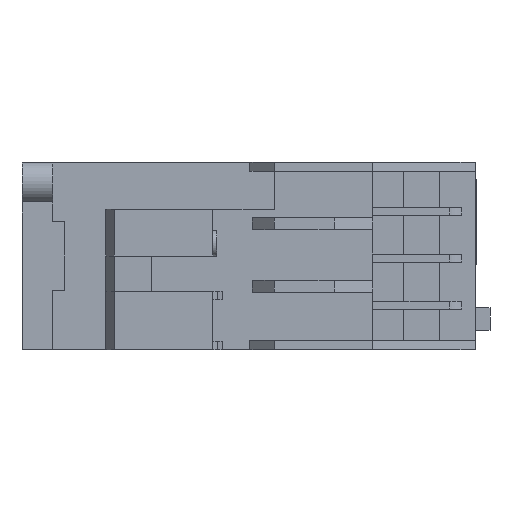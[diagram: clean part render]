
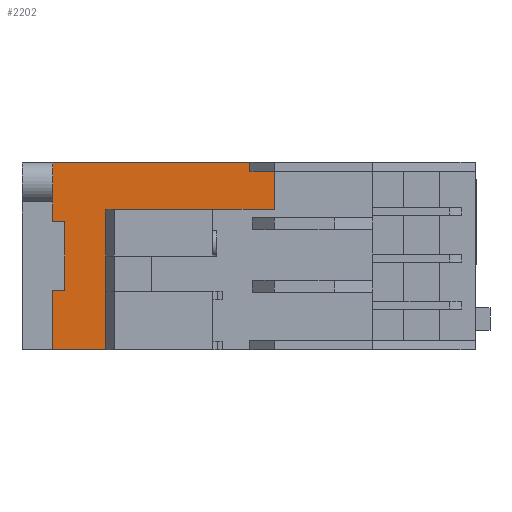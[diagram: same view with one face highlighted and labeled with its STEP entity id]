
A CAD part, front view. The second image highlights one B-rep face of the part: STEP entity #2202.
In plain terms, the highlighted planar face has unit normal (0, -1, 0).
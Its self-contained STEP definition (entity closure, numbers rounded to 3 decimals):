
#498 = LINE ( 'NONE', #14503, #1607 ) ;
#628 = CARTESIAN_POINT ( 'NONE',  ( -33.425, -31.45, 10.927 ) ) ;
#823 = CARTESIAN_POINT ( 'NONE',  ( -43.075, -31.45, -8. ) ) ;
#945 = VECTOR ( 'NONE', #3379, 1000. ) ;
#955 = VERTEX_POINT ( 'NONE', #13795 ) ;
#1353 = CARTESIAN_POINT ( 'NONE',  ( 0.329, -31.45, 19.85 ) ) ;
#1542 = ORIENTED_EDGE ( 'NONE', *, *, #5833, .T. ) ;
#1601 = CARTESIAN_POINT ( 'NONE',  ( -45.925, -31.45, 8. ) ) ;
#1607 = VECTOR ( 'NONE', #2032, 1000. ) ;
#1968 = ORIENTED_EDGE ( 'NONE', *, *, #7222, .F. ) ;
#2032 = DIRECTION ( 'NONE',  ( -1., 0., 0. ) ) ;
#2175 = DIRECTION ( 'NONE',  ( 0., 0., -1. ) ) ;
#2202 = ADVANCED_FACE ( 'NONE', ( #20392 ), #22341, .T. ) ;
#2400 = ORIENTED_EDGE ( 'NONE', *, *, #11055, .F. ) ;
#2602 = ORIENTED_EDGE ( 'NONE', *, *, #3591, .T. ) ;
#2648 = CARTESIAN_POINT ( 'NONE',  ( 6.075, -31.45, 19.85 ) ) ;
#2650 = LINE ( 'NONE', #17259, #6213 ) ;
#2665 = VERTEX_POINT ( 'NONE', #20436 ) ;
#2794 = DIRECTION ( 'NONE',  ( 0., 0., 1. ) ) ;
#2886 = EDGE_CURVE ( 'NONE', #6170, #955, #19547, .T. ) ;
#2965 = LINE ( 'NONE', #12215, #16484 ) ;
#3379 = DIRECTION ( 'NONE',  ( 0., 0., -1. ) ) ;
#3591 = EDGE_CURVE ( 'NONE', #21152, #15705, #21704, .T. ) ;
#3602 = VERTEX_POINT ( 'NONE', #17153 ) ;
#4044 = EDGE_CURVE ( 'NONE', #3602, #9150, #19475, .T. ) ;
#4447 = CARTESIAN_POINT ( 'NONE',  ( -45.925, -31.45, 10.927 ) ) ;
#4954 = DIRECTION ( 'NONE',  ( 0., 0., 1. ) ) ;
#5035 = VECTOR ( 'NONE', #2175, 1000. ) ;
#5197 = VERTEX_POINT ( 'NONE', #11580 ) ;
#5309 = VERTEX_POINT ( 'NONE', #1353 ) ;
#5482 = LINE ( 'NONE', #823, #10436 ) ;
#5833 = EDGE_CURVE ( 'NONE', #9150, #21152, #2650, .T. ) ;
#5952 = VECTOR ( 'NONE', #4954, 1000. ) ;
#6057 = VERTEX_POINT ( 'NONE', #2648 ) ;
#6170 = VERTEX_POINT ( 'NONE', #10543 ) ;
#6186 = CARTESIAN_POINT ( 'NONE',  ( -33.425, -31.45, 0. ) ) ;
#6213 = VECTOR ( 'NONE', #15390, 1000. ) ;
#6561 = ORIENTED_EDGE ( 'NONE', *, *, #22129, .F. ) ;
#6581 = DIRECTION ( 'NONE',  ( 0., -1., 0. ) ) ;
#6736 = CARTESIAN_POINT ( 'NONE',  ( -43.075, -31.45, 8. ) ) ;
#7040 = VERTEX_POINT ( 'NONE', #14948 ) ;
#7100 = ORIENTED_EDGE ( 'NONE', *, *, #19772, .F. ) ;
#7222 = EDGE_CURVE ( 'NONE', #6057, #6170, #22463, .T. ) ;
#7755 = CARTESIAN_POINT ( 'NONE',  ( -33.425, -31.45, -8.24 ) ) ;
#8377 = CARTESIAN_POINT ( 'NONE',  ( -43.075, -31.45, 8. ) ) ;
#8604 = LINE ( 'NONE', #8377, #16892 ) ;
#8865 = LINE ( 'NONE', #12591, #15228 ) ;
#9113 = DIRECTION ( 'NONE',  ( -1., 0., 0. ) ) ;
#9150 = VERTEX_POINT ( 'NONE', #7755 ) ;
#9193 = VECTOR ( 'NONE', #16170, 1000. ) ;
#9338 = EDGE_CURVE ( 'NONE', #5197, #14971, #19856, .T. ) ;
#9570 = ORIENTED_EDGE ( 'NONE', *, *, #9674, .T. ) ;
#9674 = EDGE_CURVE ( 'NONE', #2665, #7040, #18475, .T. ) ;
#9715 = LINE ( 'NONE', #17971, #5035 ) ;
#9787 = EDGE_CURVE ( 'NONE', #19454, #14922, #5482, .T. ) ;
#10038 = CARTESIAN_POINT ( 'NONE',  ( -33.425, -31.45, -66.073 ) ) ;
#10436 = VECTOR ( 'NONE', #18678, 1000. ) ;
#10493 = ORIENTED_EDGE ( 'NONE', *, *, #22199, .F. ) ;
#10543 = CARTESIAN_POINT ( 'NONE',  ( 6.075, -31.45, 10.927 ) ) ;
#10886 = DIRECTION ( 'NONE',  ( 0., 0., 1. ) ) ;
#11055 = EDGE_CURVE ( 'NONE', #955, #15705, #498, .T. ) ;
#11580 = CARTESIAN_POINT ( 'NONE',  ( -45.925, -31.45, 8. ) ) ;
#12052 = DIRECTION ( 'NONE',  ( 1., 0., 0. ) ) ;
#12215 = CARTESIAN_POINT ( 'NONE',  ( -53.075, -31.45, -22. ) ) ;
#12591 = CARTESIAN_POINT ( 'NONE',  ( -45.925, -31.45, 10.927 ) ) ;
#12596 = ORIENTED_EDGE ( 'NONE', *, *, #2886, .F. ) ;
#13263 = CARTESIAN_POINT ( 'NONE',  ( -33.425, -31.45, -66.073 ) ) ;
#13795 = CARTESIAN_POINT ( 'NONE',  ( -8.425, -31.45, 10.927 ) ) ;
#13929 = CARTESIAN_POINT ( 'NONE',  ( 6.075, -31.45, 10.927 ) ) ;
#13944 = ORIENTED_EDGE ( 'NONE', *, *, #18996, .T. ) ;
#14503 = CARTESIAN_POINT ( 'NONE',  ( 20.575, -31.45, 10.927 ) ) ;
#14671 = CARTESIAN_POINT ( 'NONE',  ( -53.075, -31.45, 22. ) ) ;
#14922 = VERTEX_POINT ( 'NONE', #18925 ) ;
#14929 = VECTOR ( 'NONE', #16798, 1000. ) ;
#14948 = CARTESIAN_POINT ( 'NONE',  ( -45.925, -31.45, 22. ) ) ;
#14971 = VERTEX_POINT ( 'NONE', #6736 ) ;
#15228 = VECTOR ( 'NONE', #10886, 1000. ) ;
#15390 = DIRECTION ( 'NONE',  ( 0., 0., 1. ) ) ;
#15705 = VERTEX_POINT ( 'NONE', #628 ) ;
#16074 = ORIENTED_EDGE ( 'NONE', *, *, #9787, .T. ) ;
#16096 = CARTESIAN_POINT ( 'NONE',  ( 20.575, -31.45, 19.85 ) ) ;
#16162 = VECTOR ( 'NONE', #2794, 1000. ) ;
#16170 = DIRECTION ( 'NONE',  ( 1., 0., 0. ) ) ;
#16484 = VECTOR ( 'NONE', #9113, 1000. ) ;
#16662 = LINE ( 'NONE', #16096, #9193 ) ;
#16798 = DIRECTION ( 'NONE',  ( 0., 0., 1. ) ) ;
#16892 = VECTOR ( 'NONE', #20959, 1000. ) ;
#17153 = CARTESIAN_POINT ( 'NONE',  ( -33.425, -31.45, -22. ) ) ;
#17259 = CARTESIAN_POINT ( 'NONE',  ( -33.425, -31.45, -66.073 ) ) ;
#17913 = VECTOR ( 'NONE', #19999, 1000. ) ;
#17971 = CARTESIAN_POINT ( 'NONE',  ( 0.329, -31.45, 10.927 ) ) ;
#18239 = EDGE_CURVE ( 'NONE', #5309, #6057, #16662, .T. ) ;
#18475 = LINE ( 'NONE', #14671, #17913 ) ;
#18678 = DIRECTION ( 'NONE',  ( -1., 0., 0. ) ) ;
#18783 = EDGE_CURVE ( 'NONE', #2665, #5309, #9715, .T. ) ;
#18814 = DIRECTION ( 'NONE',  ( -1., 0., 0. ) ) ;
#18863 = DIRECTION ( 'NONE',  ( 0., 0., -1. ) ) ;
#18925 = CARTESIAN_POINT ( 'NONE',  ( -45.925, -31.45, -8. ) ) ;
#18996 = EDGE_CURVE ( 'NONE', #14971, #19454, #8604, .T. ) ;
#19065 = CARTESIAN_POINT ( 'NONE',  ( 20.575, -31.45, 10.927 ) ) ;
#19225 = ORIENTED_EDGE ( 'NONE', *, *, #18239, .F. ) ;
#19347 = LINE ( 'NONE', #4447, #14929 ) ;
#19454 = VERTEX_POINT ( 'NONE', #21209 ) ;
#19475 = LINE ( 'NONE', #13263, #16162 ) ;
#19547 = LINE ( 'NONE', #19065, #20628 ) ;
#19685 = EDGE_LOOP ( 'NONE', ( #7100, #22088, #13944, #16074, #10493, #6561, #20032, #1542, #2602, #2400, #12596, #1968, #19225, #21944, #9570 ) ) ;
#19772 = EDGE_CURVE ( 'NONE', #5197, #7040, #19347, .T. ) ;
#19856 = LINE ( 'NONE', #1601, #22354 ) ;
#19999 = DIRECTION ( 'NONE',  ( -1., 0., 0. ) ) ;
#20032 = ORIENTED_EDGE ( 'NONE', *, *, #4044, .T. ) ;
#20392 = FACE_OUTER_BOUND ( 'NONE', #19685, .T. ) ;
#20436 = CARTESIAN_POINT ( 'NONE',  ( 0.329, -31.45, 22. ) ) ;
#20530 = CARTESIAN_POINT ( 'NONE',  ( -45.925, -31.45, -22. ) ) ;
#20628 = VECTOR ( 'NONE', #18814, 1000. ) ;
#20959 = DIRECTION ( 'NONE',  ( 0., 0., -1. ) ) ;
#21152 = VERTEX_POINT ( 'NONE', #6186 ) ;
#21209 = CARTESIAN_POINT ( 'NONE',  ( -43.075, -31.45, -8. ) ) ;
#21241 = VERTEX_POINT ( 'NONE', #20530 ) ;
#21704 = LINE ( 'NONE', #10038, #5952 ) ;
#21944 = ORIENTED_EDGE ( 'NONE', *, *, #18783, .F. ) ;
#21951 = AXIS2_PLACEMENT_3D ( 'NONE', #22566, #6581, #18863 ) ;
#22088 = ORIENTED_EDGE ( 'NONE', *, *, #9338, .T. ) ;
#22129 = EDGE_CURVE ( 'NONE', #3602, #21241, #2965, .T. ) ;
#22199 = EDGE_CURVE ( 'NONE', #21241, #14922, #8865, .T. ) ;
#22341 = PLANE ( 'NONE',  #21951 ) ;
#22354 = VECTOR ( 'NONE', #12052, 1000. ) ;
#22463 = LINE ( 'NONE', #13929, #945 ) ;
#22566 = CARTESIAN_POINT ( 'NONE',  ( 20.575, -31.45, 10.927 ) ) ;
